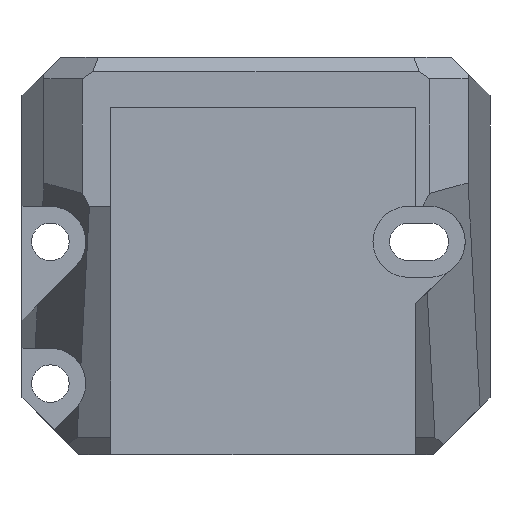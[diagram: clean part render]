
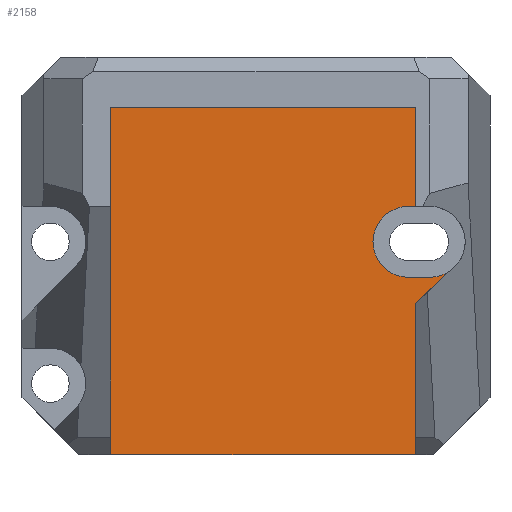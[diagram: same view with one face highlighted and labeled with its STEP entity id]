
A CAD part, front view. The second image highlights one B-rep face of the part: STEP entity #2158.
In plain terms, the highlighted planar face has unit normal (0, -1, 0).
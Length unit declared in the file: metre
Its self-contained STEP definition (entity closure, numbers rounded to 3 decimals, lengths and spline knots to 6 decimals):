
#48=CIRCLE('',#2250,0.005);
#76=CIRCLE('',#2323,0.005);
#515=ORIENTED_EDGE('',*,*,#816,.T.);
#516=ORIENTED_EDGE('',*,*,#967,.T.);
#517=ORIENTED_EDGE('',*,*,#945,.F.);
#518=ORIENTED_EDGE('',*,*,#792,.T.);
#519=ORIENTED_EDGE('',*,*,#802,.F.);
#520=ORIENTED_EDGE('',*,*,#796,.F.);
#521=ORIENTED_EDGE('',*,*,#925,.T.);
#522=ORIENTED_EDGE('',*,*,#959,.F.);
#523=ORIENTED_EDGE('',*,*,#922,.F.);
#524=ORIENTED_EDGE('',*,*,#721,.T.);
#721=EDGE_CURVE('',#1024,#1023,#1218,.T.);
#792=EDGE_CURVE('',#1091,#1089,#1269,.T.);
#796=EDGE_CURVE('',#1093,#1095,#1273,.T.);
#802=EDGE_CURVE('',#1095,#1089,#48,.T.);
#816=EDGE_CURVE('',#1023,#1110,#1291,.T.);
#922=EDGE_CURVE('',#1024,#1186,#1371,.T.);
#925=EDGE_CURVE('',#1093,#1187,#1374,.T.);
#945=EDGE_CURVE('',#1091,#1193,#76,.T.);
#959=EDGE_CURVE('',#1186,#1187,#1405,.T.);
#967=EDGE_CURVE('',#1110,#1193,#1409,.T.);
#1023=VERTEX_POINT('',#3014);
#1024=VERTEX_POINT('',#3016);
#1089=VERTEX_POINT('',#3159);
#1091=VERTEX_POINT('',#3162);
#1093=VERTEX_POINT('',#3168);
#1095=VERTEX_POINT('',#3171);
#1110=VERTEX_POINT('',#3208);
#1186=VERTEX_POINT('',#3423);
#1187=VERTEX_POINT('',#3427);
#1193=VERTEX_POINT('',#3464);
#1218=LINE('',#3015,#1461);
#1269=LINE('',#3161,#1512);
#1273=LINE('',#3170,#1516);
#1291=LINE('',#3209,#1534);
#1371=LINE('',#3422,#1614);
#1374=LINE('',#3428,#1617);
#1405=LINE('',#3491,#1648);
#1409=LINE('',#3511,#1652);
#1461=VECTOR('',#2407,1.);
#1512=VECTOR('',#2514,1.);
#1516=VECTOR('',#2520,1.);
#1534=VECTOR('',#2548,1.);
#1614=VECTOR('',#2744,1.);
#1617=VECTOR('',#2749,1.);
#1648=VECTOR('',#2828,1.);
#1652=VECTOR('',#2852,1.);
#1795=EDGE_LOOP('',(#515,#516,#517,#518,#519,#520,#521,#522,#523,#524));
#1944=FACE_BOUND('',#1795,.T.);
#2049=PLANE('',#2347);
#2158=ADVANCED_FACE('',(#1944),#2049,.T.);
#2250=AXIS2_PLACEMENT_3D('',#3182,#2528,#2529);
#2323=AXIS2_PLACEMENT_3D('',#3463,#2789,#2790);
#2347=AXIS2_PLACEMENT_3D('',#3512,#2853,#2854);
#2407=DIRECTION('',(1.,0.,0.));
#2514=DIRECTION('',(-1.,0.,0.));
#2520=DIRECTION('',(-1.,0.,0.));
#2528=DIRECTION('',(0.,-1.,0.));
#2529=DIRECTION('',(0.,0.,-1.));
#2548=DIRECTION('',(0.,0.,1.));
#2744=DIRECTION('',(0.,0.,1.));
#2749=DIRECTION('',(0.,0.,1.));
#2789=DIRECTION('',(0.,-1.,0.));
#2790=DIRECTION('',(0.,0.,-1.));
#2828=DIRECTION('',(1.,0.,0.));
#2852=DIRECTION('',(0.721,0.,0.693));
#2853=DIRECTION('',(0.,-1.,0.));
#2854=DIRECTION('',(0.,0.,-1.));
#3014=CARTESIAN_POINT('',(-0.0005,-0.0205,-0.04));
#3015=CARTESIAN_POINT('',(-0.022,-0.0205,-0.04));
#3016=CARTESIAN_POINT('',(-0.0435,-0.0205,-0.04));
#3159=CARTESIAN_POINT('',(-0.0015,-0.0205,-0.015));
#3161=CARTESIAN_POINT('',(-0.022,-0.0205,-0.015));
#3162=CARTESIAN_POINT('',(0.0015,-0.0205,-0.015));
#3168=CARTESIAN_POINT('',(-0.0005,-0.0205,-0.005));
#3170=CARTESIAN_POINT('',(-0.022,-0.0205,-0.005));
#3171=CARTESIAN_POINT('',(-0.0015,-0.0205,-0.005));
#3182=CARTESIAN_POINT('',(-0.0015,-0.0205,-0.01));
#3208=CARTESIAN_POINT('',(-0.0005,-0.0205,-0.01866));
#3209=CARTESIAN_POINT('',(-0.0005,-0.0205,-0.04));
#3422=CARTESIAN_POINT('',(-0.0435,-0.0205,-0.04));
#3423=CARTESIAN_POINT('',(-0.0435,-0.0205,0.009));
#3427=CARTESIAN_POINT('',(-0.0005,-0.0205,0.009));
#3428=CARTESIAN_POINT('',(-0.0005,-0.0205,-0.04));
#3463=CARTESIAN_POINT('',(0.0015,-0.0205,-0.01));
#3464=CARTESIAN_POINT('',(0.004,-0.0205,-0.01433));
#3491=CARTESIAN_POINT('',(-0.022,-0.0205,0.009));
#3511=CARTESIAN_POINT('',(0.004,-0.0205,-0.01433));
#3512=CARTESIAN_POINT('',(-0.022,-0.0205,-0.04));
